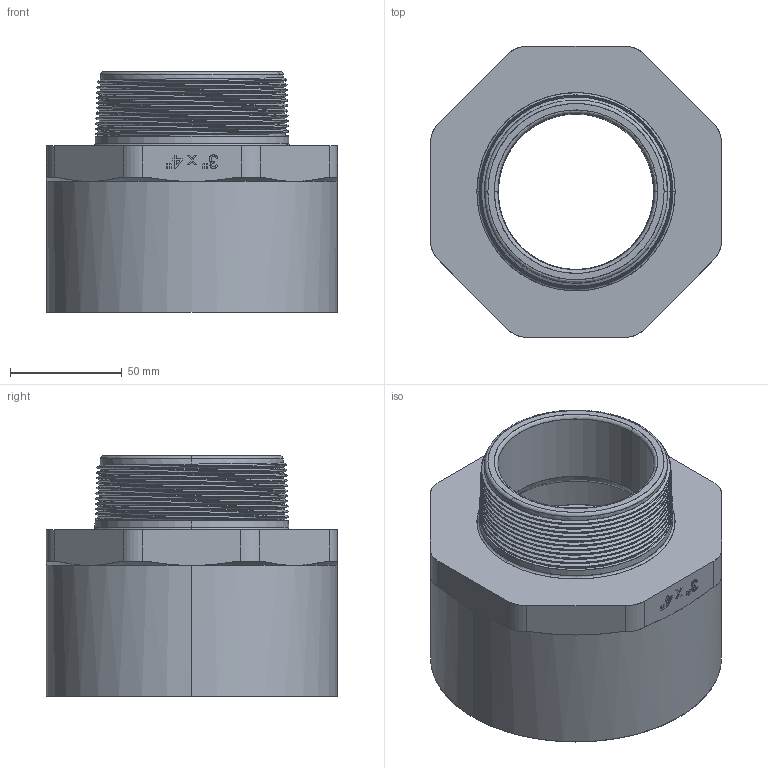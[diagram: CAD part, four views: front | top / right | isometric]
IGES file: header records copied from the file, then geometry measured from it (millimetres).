
Start section: SolidWorks IGES file using analytic representation for surfaces
Global section: file name: 01 01 1006 061.IGS; native system: SolidWorks 2014; preprocessor: SolidWorks 2014; author: utilizadort; date: 141112.133702; units: millimetre
Bounding box: 130 x 130.2 x 107.54 mm (x, y, z)
Surface area: 104351 mm2 (no closed solid volume)
Topology: 0 solids, 0 shells, 209 faces, 3666 edges, 3663 vertices
Faces by surface type: bspline 123, revolution 86
